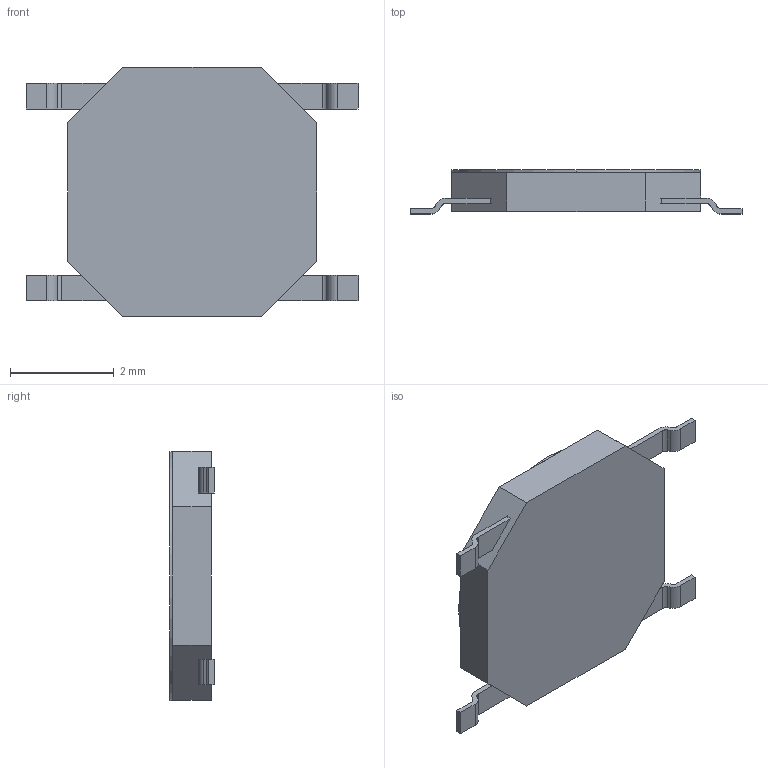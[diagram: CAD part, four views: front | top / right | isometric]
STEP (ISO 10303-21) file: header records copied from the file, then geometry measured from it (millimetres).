
FILE_DESCRIPTION (( 'STEP AP214' ), '1' );
FILE_NAME ('PTS526 SK08 SMTR2 LFS.STEP', '2021-07-16T10:09:50', ( '' ), ( '' ), 'SwSTEP 2.0', 'SolidWorks 2018', '' );
FILE_SCHEMA (( 'AUTOMOTIVE_DESIGN' ));
Length unit declared in the file: millimetre
Products named in the file (1): PTS526 SK08 SMTR2 LFS
Bounding box: 6.4 x 0.85 x 4.8 mm (x, y, z)
Volume: 16.8 mm3; surface area: 103.3 mm2
Topology: 6 solids, 6 shells, 90 faces, 222 edges, 148 vertices
Faces by surface type: plane 72, cylinder 18
Entity records: 3711 total; most frequent: CARTESIAN_POINT 461, ORIENTED_EDGE 444, DIRECTION 440, EDGE_CURVE 222, LINE 186, VECTOR 186, VERTEX_POINT 148, AXIS2_PLACEMENT_3D 127
